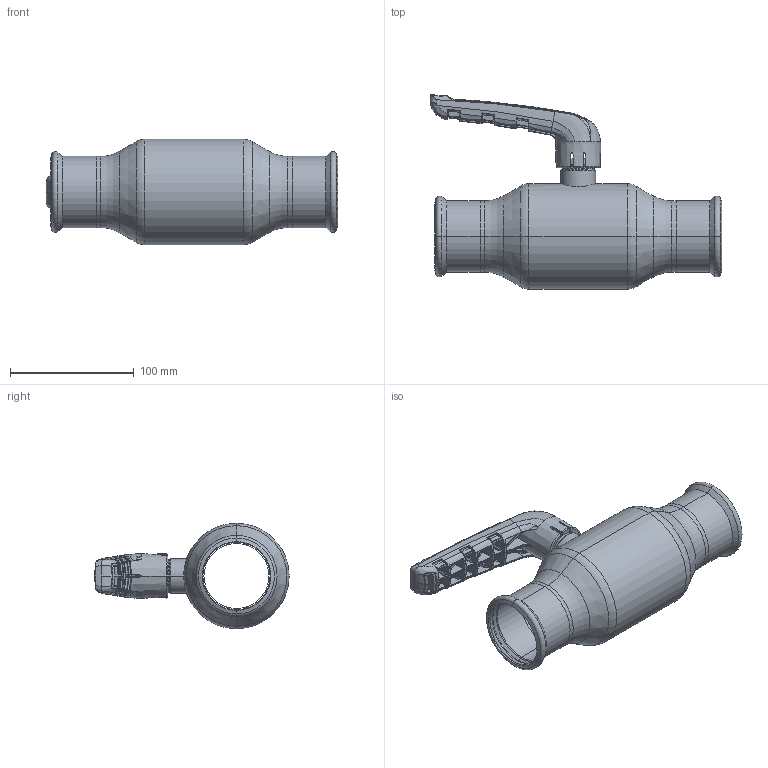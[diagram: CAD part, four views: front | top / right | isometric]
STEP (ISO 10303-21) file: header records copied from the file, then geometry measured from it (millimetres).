
FILE_DESCRIPTION (( 'STEP AP214' ), '1' );
FILE_NAME ('2050000100-xxxx.step', '2019-05-09T11:03:36', ( '' ), ( '' ), 'SwSTEP 2.0', 'SolidWorks 2017', '' );
FILE_SCHEMA (( 'AUTOMOTIVE_DESIGN' ));
Length unit declared in the file: millimetre
Products named in the file (1): 2050000100-xxxx
Bounding box: 235.15 x 156.71 x 85 mm (x, y, z)
Surface area: 98571.4 mm2 (no closed solid volume)
Topology: 0 solids, 12 shells, 789 faces, 2678 edges, 1748 vertices
Faces by surface type: bspline 650, plane 40, cone 32, cylinder 32, torus 25, sphere 10
Entity records: 60349 total; most frequent: CARTESIAN_POINT 35050, ORIENTED_EDGE 4170, EDGE_CURVE 2664, B_SPLINE_CURVE_WITH_KNOTS 1870, VERTEX_POINT 1744, DIRECTION 1695, EDGE_LOOP 796, UNCERTAINTY_MEASURE_WITH_UNIT 791
